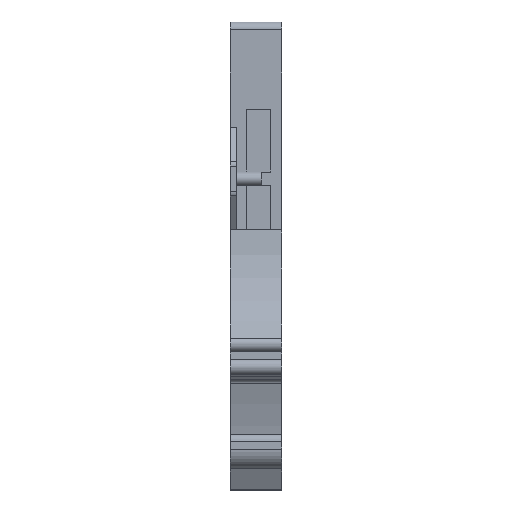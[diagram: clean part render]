
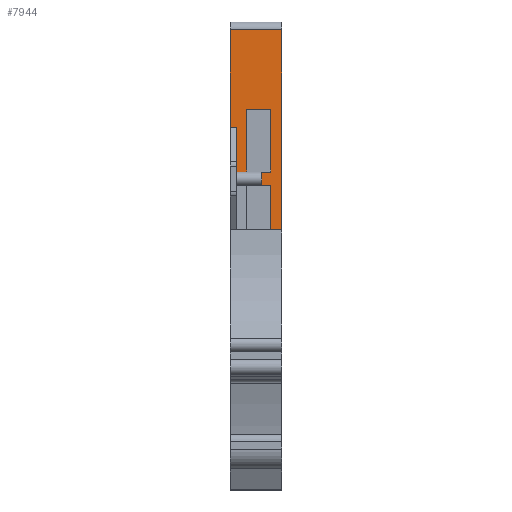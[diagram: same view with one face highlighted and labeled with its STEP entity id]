
A CAD part, front view. The second image highlights one B-rep face of the part: STEP entity #7944.
In plain terms, the highlighted planar face has unit normal (0, -1, 0).
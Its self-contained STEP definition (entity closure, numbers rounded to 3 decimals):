
#107=AXIS2_PLACEMENT_3D('Plane Axis2P3D',#104,#105,#106) ;
#104=CARTESIAN_POINT('Axis2P3D Location',(0.,9.5,35.82)) ;
#280=CARTESIAN_POINT('Line Origine',(3.1,9.5,30.75)) ;
#284=CARTESIAN_POINT('Vertex',(3.1,9.5,31.425)) ;
#286=CARTESIAN_POINT('Vertex',(3.1,9.5,30.075)) ;
#311=CARTESIAN_POINT('Line Origine',(2.55,9.5,45.5)) ;
#315=CARTESIAN_POINT('Vertex',(5.1,9.5,45.5)) ;
#317=CARTESIAN_POINT('Vertex',(0.,9.5,45.5)) ;
#7204=CARTESIAN_POINT('Vertex',(4.02,9.5,31.425)) ;
#7207=CARTESIAN_POINT('Line Origine',(4.02,9.5,34.525)) ;
#7211=CARTESIAN_POINT('Vertex',(4.02,9.5,37.625)) ;
#7231=CARTESIAN_POINT('Line Origine',(2.82,9.5,37.625)) ;
#7235=CARTESIAN_POINT('Vertex',(1.62,9.5,37.625)) ;
#7250=CARTESIAN_POINT('Line Origine',(1.62,9.5,34.525)) ;
#7254=CARTESIAN_POINT('Vertex',(1.62,9.5,31.425)) ;
#7274=CARTESIAN_POINT('Line Origine',(0.31,9.5,35.82)) ;
#7278=CARTESIAN_POINT('Vertex',(0.62,9.5,35.82)) ;
#7280=CARTESIAN_POINT('Vertex',(0.,9.5,35.82)) ;
#7305=CARTESIAN_POINT('Line Origine',(3.56,9.5,31.425)) ;
#7310=CARTESIAN_POINT('Line Origine',(1.12,9.5,31.425)) ;
#7314=CARTESIAN_POINT('Vertex',(0.62,9.5,31.425)) ;
#7333=CARTESIAN_POINT('Line Origine',(0.62,9.5,33.623)) ;
#7381=CARTESIAN_POINT('Line Origine',(0.,9.5,40.66)) ;
#7671=CARTESIAN_POINT('Line Origine',(5.1,9.5,30.76)) ;
#7675=CARTESIAN_POINT('Vertex',(5.1,9.5,35.82)) ;
#7677=CARTESIAN_POINT('Vertex',(5.1,9.5,25.701)) ;
#7685=CARTESIAN_POINT('Line Origine',(5.1,9.5,40.66)) ;
#7908=CARTESIAN_POINT('Line Origine',(4.56,9.5,25.701)) ;
#7912=CARTESIAN_POINT('Vertex',(4.02,9.5,25.701)) ;
#7915=CARTESIAN_POINT('Line Origine',(3.56,9.5,30.075)) ;
#7919=CARTESIAN_POINT('Vertex',(4.02,9.5,30.075)) ;
#7922=CARTESIAN_POINT('Line Origine',(4.02,9.5,27.888)) ;
#105=DIRECTION('Axis2P3D Direction',(0.,-1.,0.)) ;
#106=DIRECTION('Axis2P3D XDirection',(0.,0.,1.)) ;
#281=DIRECTION('Vector Direction',(0.,0.,-1.)) ;
#312=DIRECTION('Vector Direction',(-1.,0.,0.)) ;
#7208=DIRECTION('Vector Direction',(0.,0.,-1.)) ;
#7232=DIRECTION('Vector Direction',(1.,0.,0.)) ;
#7251=DIRECTION('Vector Direction',(0.,0.,1.)) ;
#7275=DIRECTION('Vector Direction',(-1.,0.,0.)) ;
#7306=DIRECTION('Vector Direction',(-1.,0.,0.)) ;
#7311=DIRECTION('Vector Direction',(-1.,0.,0.)) ;
#7334=DIRECTION('Vector Direction',(0.,0.,1.)) ;
#7382=DIRECTION('Vector Direction',(0.,0.,1.)) ;
#7672=DIRECTION('Vector Direction',(0.,0.,1.)) ;
#7686=DIRECTION('Vector Direction',(0.,0.,1.)) ;
#7909=DIRECTION('Vector Direction',(1.,0.,0.)) ;
#7916=DIRECTION('Vector Direction',(-1.,0.,0.)) ;
#7923=DIRECTION('Vector Direction',(0.,0.,1.)) ;
#282=VECTOR('Line Direction',#281,1.) ;
#313=VECTOR('Line Direction',#312,1.) ;
#7209=VECTOR('Line Direction',#7208,1.) ;
#7233=VECTOR('Line Direction',#7232,1.) ;
#7252=VECTOR('Line Direction',#7251,1.) ;
#7276=VECTOR('Line Direction',#7275,1.) ;
#7307=VECTOR('Line Direction',#7306,1.) ;
#7312=VECTOR('Line Direction',#7311,1.) ;
#7335=VECTOR('Line Direction',#7334,1.) ;
#7383=VECTOR('Line Direction',#7382,1.) ;
#7673=VECTOR('Line Direction',#7672,1.) ;
#7687=VECTOR('Line Direction',#7686,1.) ;
#7910=VECTOR('Line Direction',#7909,1.) ;
#7917=VECTOR('Line Direction',#7916,1.) ;
#7924=VECTOR('Line Direction',#7923,1.) ;
#7928=ORIENTED_EDGE('',*,*,#7914,.T.) ;
#7929=ORIENTED_EDGE('',*,*,#7679,.F.) ;
#7930=ORIENTED_EDGE('',*,*,#7689,.T.) ;
#7931=ORIENTED_EDGE('',*,*,#319,.T.) ;
#7932=ORIENTED_EDGE('',*,*,#7385,.F.) ;
#7933=ORIENTED_EDGE('',*,*,#7282,.F.) ;
#7934=ORIENTED_EDGE('',*,*,#7337,.T.) ;
#7935=ORIENTED_EDGE('',*,*,#7316,.F.) ;
#7936=ORIENTED_EDGE('',*,*,#7256,.F.) ;
#7937=ORIENTED_EDGE('',*,*,#7237,.F.) ;
#7938=ORIENTED_EDGE('',*,*,#7213,.F.) ;
#7939=ORIENTED_EDGE('',*,*,#7309,.F.) ;
#7940=ORIENTED_EDGE('',*,*,#288,.T.) ;
#7941=ORIENTED_EDGE('',*,*,#7921,.F.) ;
#7942=ORIENTED_EDGE('',*,*,#7926,.F.) ;
#7944=ADVANCED_FACE('KLTR WNT2.5',(#7943),#108,.T.) ;
#288=EDGE_CURVE('',#285,#287,#283,.T.) ;
#319=EDGE_CURVE('',#316,#318,#314,.T.) ;
#7213=EDGE_CURVE('',#7205,#7212,#7210,.F.) ;
#7237=EDGE_CURVE('',#7212,#7236,#7234,.F.) ;
#7256=EDGE_CURVE('',#7236,#7255,#7253,.F.) ;
#7282=EDGE_CURVE('',#7279,#7281,#7277,.T.) ;
#7309=EDGE_CURVE('',#285,#7205,#7308,.F.) ;
#7316=EDGE_CURVE('',#7255,#7315,#7313,.T.) ;
#7337=EDGE_CURVE('',#7279,#7315,#7336,.F.) ;
#7385=EDGE_CURVE('',#7281,#318,#7384,.T.) ;
#7679=EDGE_CURVE('',#7676,#7678,#7674,.F.) ;
#7689=EDGE_CURVE('',#7676,#316,#7688,.T.) ;
#7914=EDGE_CURVE('',#7913,#7678,#7911,.T.) ;
#7921=EDGE_CURVE('',#7920,#287,#7918,.T.) ;
#7926=EDGE_CURVE('',#7913,#7920,#7925,.T.) ;
#7927=EDGE_LOOP('',(#7928,#7929,#7930,#7931,#7932,#7933,#7934,#7935,#7936,#7937,#7938,#7939,#7940,#7941,#7942)) ;
#7943=FACE_OUTER_BOUND('',#7927,.T.) ;
#283=LINE('Line',#280,#282) ;
#314=LINE('Line',#311,#313) ;
#7210=LINE('Line',#7207,#7209) ;
#7234=LINE('Line',#7231,#7233) ;
#7253=LINE('Line',#7250,#7252) ;
#7277=LINE('Line',#7274,#7276) ;
#7308=LINE('Line',#7305,#7307) ;
#7313=LINE('Line',#7310,#7312) ;
#7336=LINE('Line',#7333,#7335) ;
#7384=LINE('Line',#7381,#7383) ;
#7674=LINE('Line',#7671,#7673) ;
#7688=LINE('Line',#7685,#7687) ;
#7911=LINE('Line',#7908,#7910) ;
#7918=LINE('Line',#7915,#7917) ;
#7925=LINE('Line',#7922,#7924) ;
#108=PLANE('',#107) ;
#285=VERTEX_POINT('',#284) ;
#287=VERTEX_POINT('',#286) ;
#316=VERTEX_POINT('',#315) ;
#318=VERTEX_POINT('',#317) ;
#7205=VERTEX_POINT('',#7204) ;
#7212=VERTEX_POINT('',#7211) ;
#7236=VERTEX_POINT('',#7235) ;
#7255=VERTEX_POINT('',#7254) ;
#7279=VERTEX_POINT('',#7278) ;
#7281=VERTEX_POINT('',#7280) ;
#7315=VERTEX_POINT('',#7314) ;
#7676=VERTEX_POINT('',#7675) ;
#7678=VERTEX_POINT('',#7677) ;
#7913=VERTEX_POINT('',#7912) ;
#7920=VERTEX_POINT('',#7919) ;
